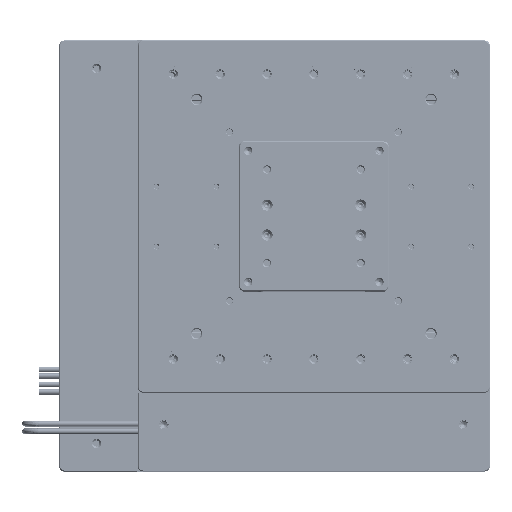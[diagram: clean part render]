
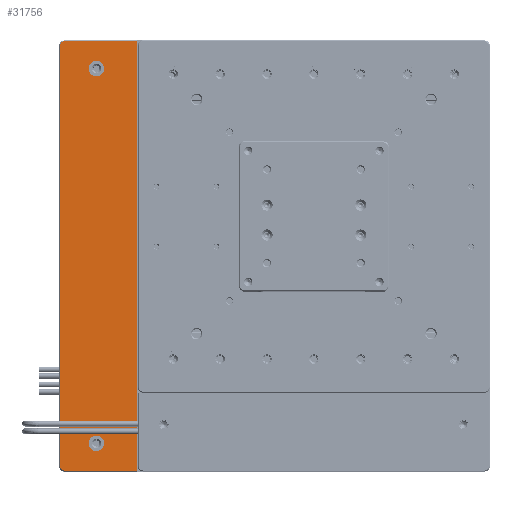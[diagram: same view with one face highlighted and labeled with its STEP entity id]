
A CAD part, top view. The second image highlights one B-rep face of the part: STEP entity #31756.
In plain terms, the highlighted planar face has unit normal (0, 0, 1).
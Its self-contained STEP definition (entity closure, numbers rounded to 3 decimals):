
#737 = EDGE_LOOP ( 'NONE', ( #22203, #49642, #8480, #7024, #20755, #41249 ) ) ;
#1631 = DIRECTION ( 'NONE',  ( -1., 0., 0. ) ) ;
#1847 = EDGE_CURVE ( 'NONE', #37828, #54236, #32966, .T. ) ;
#4278 = VERTEX_POINT ( 'NONE', #78406 ) ;
#7024 = ORIENTED_EDGE ( 'NONE', *, *, #85912, .T. ) ;
#7061 = VECTOR ( 'NONE', #20685, 1000. ) ;
#7407 = VECTOR ( 'NONE', #79213, 1000. ) ;
#8123 = DIRECTION ( 'NONE',  ( 0., 0., 1. ) ) ;
#8440 = CARTESIAN_POINT ( 'NONE',  ( -94.5, -21., 14. ) ) ;
#8480 = ORIENTED_EDGE ( 'NONE', *, *, #91533, .T. ) ;
#13021 = ORIENTED_EDGE ( 'NONE', *, *, #49739, .T. ) ;
#16096 = CARTESIAN_POINT ( 'NONE',  ( -94.5, -21., 14. ) ) ;
#16737 = DIRECTION ( 'NONE',  ( 0., 1., 0. ) ) ;
#16872 = EDGE_CURVE ( 'NONE', #61962, #61962, #99002, .T. ) ;
#17450 = VECTOR ( 'NONE', #108610, 1000. ) ;
#20685 = DIRECTION ( 'NONE',  ( 1., 0., 0. ) ) ;
#20755 = ORIENTED_EDGE ( 'NONE', *, *, #50815, .T. ) ;
#22203 = ORIENTED_EDGE ( 'NONE', *, *, #1847, .T. ) ;
#30612 = CIRCLE ( 'NONE', #66591, 2.5 ) ;
#31756 = ADVANCED_FACE ( 'NONE', ( #33300, #95006, #61183 ), #97333, .T. ) ;
#32160 = DIRECTION ( 'NONE',  ( -1., 0., 0. ) ) ;
#32966 = LINE ( 'NONE', #51330, #7407 ) ;
#33235 = VERTEX_POINT ( 'NONE', #39857 ) ;
#33300 = FACE_BOUND ( 'NONE', #114495, .T. ) ;
#33763 = AXIS2_PLACEMENT_3D ( 'NONE', #16096, #96163, #87855 ) ;
#37446 = CARTESIAN_POINT ( 'NONE',  ( -94.5, 93.5, 14. ) ) ;
#37828 = VERTEX_POINT ( 'NONE', #48654 ) ;
#38592 = DIRECTION ( 'NONE',  ( -1., 0., 0. ) ) ;
#39857 = CARTESIAN_POINT ( 'NONE',  ( -94.5, 93.5, 14. ) ) ;
#40749 = EDGE_CURVE ( 'NONE', #4278, #37828, #92766, .T. ) ;
#41249 = ORIENTED_EDGE ( 'NONE', *, *, #40749, .T. ) ;
#43756 = CARTESIAN_POINT ( 'NONE',  ( -120.125, -121., 14. ) ) ;
#46107 = EDGE_LOOP ( 'NONE', ( #13021 ) ) ;
#46544 = ORIENTED_EDGE ( 'NONE', *, *, #16872, .T. ) ;
#48067 = DIRECTION ( 'NONE',  ( 0., 0., -1. ) ) ;
#48654 = CARTESIAN_POINT ( 'NONE',  ( -135.5, 91., 14. ) ) ;
#49642 = ORIENTED_EDGE ( 'NONE', *, *, #84071, .T. ) ;
#49739 = EDGE_CURVE ( 'NONE', #52639, #52639, #98708, .T. ) ;
#50815 = EDGE_CURVE ( 'NONE', #33235, #4278, #72467, .T. ) ;
#51330 = CARTESIAN_POINT ( 'NONE',  ( -135.5, -21., 14. ) ) ;
#52639 = VERTEX_POINT ( 'NONE', #43756 ) ;
#54236 = VERTEX_POINT ( 'NONE', #103299 ) ;
#61183 = FACE_OUTER_BOUND ( 'NONE', #737, .T. ) ;
#61385 = CARTESIAN_POINT ( 'NONE',  ( -120.125, 79., 14. ) ) ;
#61962 = VERTEX_POINT ( 'NONE', #61385 ) ;
#62408 = LINE ( 'NONE', #8440, #95379 ) ;
#63497 = CARTESIAN_POINT ( 'NONE',  ( -133., -135.5, 14. ) ) ;
#64418 = CARTESIAN_POINT ( 'NONE',  ( -133., -133., 14. ) ) ;
#65759 = LINE ( 'NONE', #101917, #7061 ) ;
#66591 = AXIS2_PLACEMENT_3D ( 'NONE', #64418, #8123, #91710 ) ;
#72467 = LINE ( 'NONE', #37446, #17450 ) ;
#77224 = DIRECTION ( 'NONE',  ( 0., 0., -1. ) ) ;
#78406 = CARTESIAN_POINT ( 'NONE',  ( -133., 93.5, 14. ) ) ;
#78755 = VERTEX_POINT ( 'NONE', #63497 ) ;
#79213 = DIRECTION ( 'NONE',  ( 0., -1., 0. ) ) ;
#82867 = DIRECTION ( 'NONE',  ( 0., 0., 1. ) ) ;
#83275 = AXIS2_PLACEMENT_3D ( 'NONE', #108968, #82867, #1631 ) ;
#84071 = EDGE_CURVE ( 'NONE', #54236, #78755, #30612, .T. ) ;
#85912 = EDGE_CURVE ( 'NONE', #106771, #33235, #62408, .T. ) ;
#87855 = DIRECTION ( 'NONE',  ( -1., 0., 0. ) ) ;
#91533 = EDGE_CURVE ( 'NONE', #78755, #106771, #65759, .T. ) ;
#91710 = DIRECTION ( 'NONE',  ( -1., 0., 0. ) ) ;
#92766 = CIRCLE ( 'NONE', #83275, 2.5 ) ;
#95006 = FACE_BOUND ( 'NONE', #46107, .T. ) ;
#95379 = VECTOR ( 'NONE', #16737, 1000. ) ;
#96163 = DIRECTION ( 'NONE',  ( 0., 0., 1. ) ) ;
#97141 = AXIS2_PLACEMENT_3D ( 'NONE', #114552, #77224, #32160 ) ;
#97333 = PLANE ( 'NONE',  #33763 ) ;
#98708 = CIRCLE ( 'NONE', #111981, 4.125 ) ;
#99002 = CIRCLE ( 'NONE', #97141, 4.125 ) ;
#101917 = CARTESIAN_POINT ( 'NONE',  ( -94.5, -135.5, 14. ) ) ;
#103299 = CARTESIAN_POINT ( 'NONE',  ( -135.5, -133., 14. ) ) ;
#106771 = VERTEX_POINT ( 'NONE', #112768 ) ;
#108610 = DIRECTION ( 'NONE',  ( -1., 0., 0. ) ) ;
#108968 = CARTESIAN_POINT ( 'NONE',  ( -133., 91., 14. ) ) ;
#111496 = CARTESIAN_POINT ( 'NONE',  ( -116., -121., 14. ) ) ;
#111981 = AXIS2_PLACEMENT_3D ( 'NONE', #111496, #48067, #38592 ) ;
#112768 = CARTESIAN_POINT ( 'NONE',  ( -94.5, -135.5, 14. ) ) ;
#114495 = EDGE_LOOP ( 'NONE', ( #46544 ) ) ;
#114552 = CARTESIAN_POINT ( 'NONE',  ( -116., 79., 14. ) ) ;
